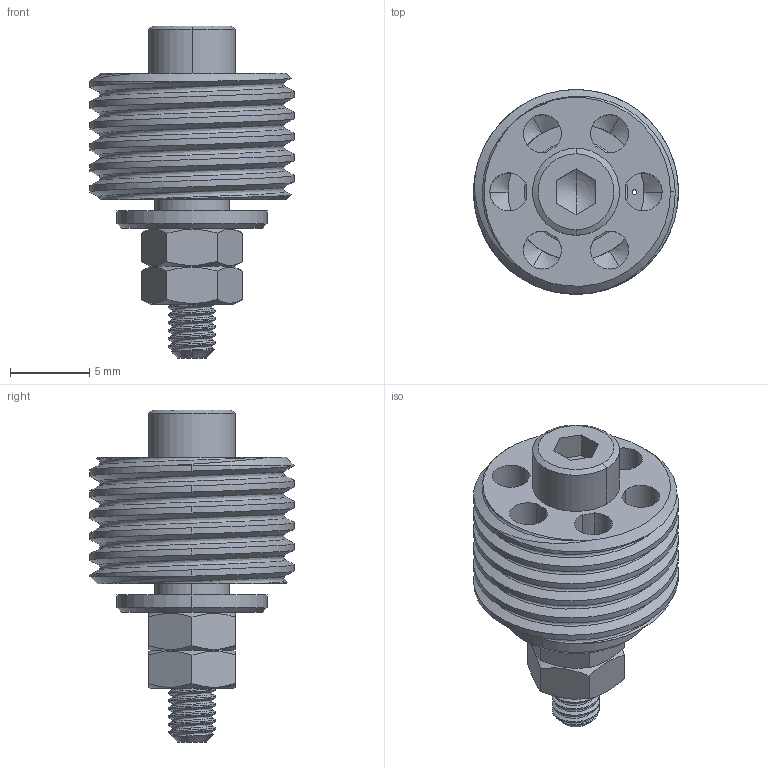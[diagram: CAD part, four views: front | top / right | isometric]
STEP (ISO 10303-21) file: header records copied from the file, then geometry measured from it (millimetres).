
FILE_DESCRIPTION (( 'STEP AP203' ), '1' );
FILE_NAME ('HBG0220.STEP', '2016-05-27T06:21:14', ( '' ), ( '' ), 'SwSTEP 2.0', 'SolidWorks 2012', '' );
FILE_SCHEMA (( 'CONFIG_CONTROL_DESIGN' ));
Length unit declared in the file: millimetre
Products named in the file (1): HBG0220
Bounding box: 12.95 x 12.95 x 21 mm (x, y, z)
Volume: 1030 mm3; surface area: 1399.6 mm2
Topology: 1 solids, 1 shells, 142 faces, 402 edges, 262 vertices
Faces by surface type: cylinder 56, cone 39, plane 39, bspline 6, torus 2
Entity records: 10185 total; most frequent: CARTESIAN_POINT 6605, ORIENTED_EDGE 800, DIRECTION 683, EDGE_CURVE 400, AXIS2_PLACEMENT_3D 272, VERTEX_POINT 262, EDGE_LOOP 158, ADVANCED_FACE 142
